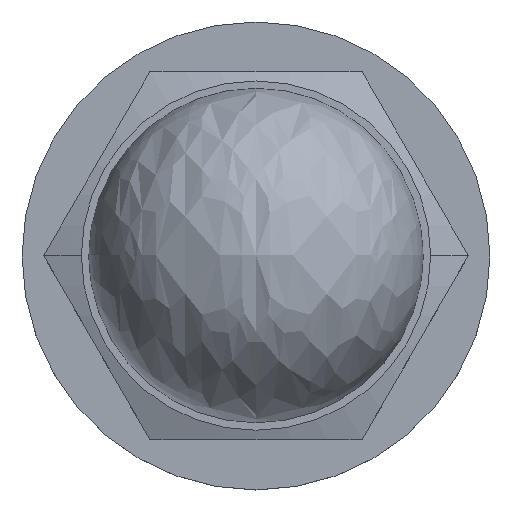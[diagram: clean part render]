
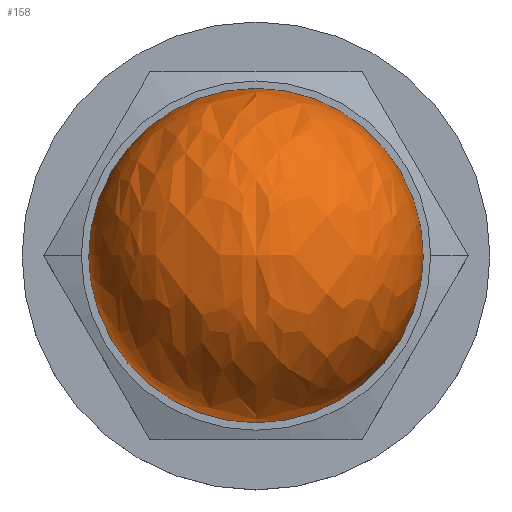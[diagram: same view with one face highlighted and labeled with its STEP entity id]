
A CAD part, top view. The second image highlights one B-rep face of the part: STEP entity #158.
In plain terms, the highlighted free-form (B-spline) face has degree [3, 3] with [4, 4] control points.
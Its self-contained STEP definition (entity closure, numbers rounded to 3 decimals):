
#3 = CARTESIAN_POINT ( 'NONE',  ( -43.972, -52.822, 4.35 ) ) ;
#4 = ORIENTED_EDGE ( 'NONE', *, *, #626, .T. ) ;
#66 = AXIS2_PLACEMENT_3D ( 'NONE', #385, #304, #683 ) ;
#73 = CARTESIAN_POINT ( 'NONE',  ( -48.972, -47.822, 4.35 ) ) ;
#112 = DIRECTION ( 'NONE',  ( 0., 0., 1. ) ) ;
#132 = CARTESIAN_POINT ( 'NONE',  ( -43.972, -47.822, 4.35 ) ) ;
#158 = ADVANCED_FACE ( 'NONE', ( #282 ), #1039, .T. ) ;
#164 = AXIS2_PLACEMENT_3D ( 'NONE', #954, #112, #676 ) ;
#196 = CARTESIAN_POINT ( 'NONE',  ( -48.972, -52.822, 4.35 ) ) ;
#282 = FACE_OUTER_BOUND ( 'NONE', #902, .T. ) ;
#304 = DIRECTION ( 'NONE',  ( 0., 0., 1. ) ) ;
#385 = CARTESIAN_POINT ( 'NONE',  ( -46.472, -47.822, 4.35 ) ) ;
#395 = VERTEX_POINT ( 'NONE', #842 ) ;
#400 = CIRCLE ( 'NONE', #66, 2.5 ) ;
#408 = CARTESIAN_POINT ( 'NONE',  ( -43.972, -42.822, 4.35 ) ) ;
#494 = CARTESIAN_POINT ( 'NONE',  ( -48.972, -42.822, 14.35 ) ) ;
#513 = CARTESIAN_POINT ( 'NONE',  ( -43.972, -47.822, 4.35 ) ) ;
#572 = CARTESIAN_POINT ( 'NONE',  ( -48.972, -42.822, 4.35 ) ) ;
#605 = CARTESIAN_POINT ( 'NONE',  ( -43.972, -47.822, 4.35 ) ) ;
#626 = EDGE_CURVE ( 'NONE', #1165, #395, #882, .T. ) ;
#660 = CARTESIAN_POINT ( 'NONE',  ( -48.972, -47.822, 4.35 ) ) ;
#676 = DIRECTION ( 'NONE',  ( -1., 0., 0. ) ) ;
#677 = CARTESIAN_POINT ( 'NONE',  ( -48.972, -47.822, 4.35 ) ) ;
#679 = EDGE_CURVE ( 'NONE', #395, #1165, #400, .T. ) ;
#683 = DIRECTION ( 'NONE',  ( -1., 0., 0. ) ) ;
#758 = ORIENTED_EDGE ( 'NONE', *, *, #679, .T. ) ;
#842 = CARTESIAN_POINT ( 'NONE',  ( -43.972, -47.822, 4.35 ) ) ;
#882 = CIRCLE ( 'NONE', #164, 2.5 ) ;
#902 = EDGE_LOOP ( 'NONE', ( #4, #758 ) ) ;
#954 = CARTESIAN_POINT ( 'NONE',  ( -46.472, -47.822, 4.35 ) ) ;
#955 = CARTESIAN_POINT ( 'NONE',  ( -48.972, -47.822, 4.35 ) ) ;
#1028 = CARTESIAN_POINT ( 'NONE',  ( -48.972, -52.822, 14.35 ) ) ;
#1039 =( BOUNDED_SURFACE ( )  B_SPLINE_SURFACE ( 3, 3, ( 
 ( #677, #955, #660, #1123 ),
 ( #196, #1028, #494, #572 ),
 ( #3, #1148, #1054, #408 ),
 ( #513, #132, #605, #1160 ) ),
 .UNSPECIFIED., .F., .F., .F. ) 
 B_SPLINE_SURFACE_WITH_KNOTS ( ( 4, 4 ),
 ( 4, 4 ),
 ( 0., 1. ),
 ( 0., 1. ),
 .UNSPECIFIED. ) 
 GEOMETRIC_REPRESENTATION_ITEM ( )  RATIONAL_B_SPLINE_SURFACE ( (
 ( 1., 0.333, 0.333, 1.),
 ( 0.333, 0.111, 0.111, 0.333),
 ( 0.333, 0.111, 0.111, 0.333),
 ( 1., 0.333, 0.333, 1.) ) ) 
 REPRESENTATION_ITEM ( '' )  SURFACE ( )  );
#1054 = CARTESIAN_POINT ( 'NONE',  ( -43.972, -42.822, 14.35 ) ) ;
#1123 = CARTESIAN_POINT ( 'NONE',  ( -48.972, -47.822, 4.35 ) ) ;
#1148 = CARTESIAN_POINT ( 'NONE',  ( -43.972, -52.822, 14.35 ) ) ;
#1160 = CARTESIAN_POINT ( 'NONE',  ( -43.972, -47.822, 4.35 ) ) ;
#1165 = VERTEX_POINT ( 'NONE', #73 ) ;
